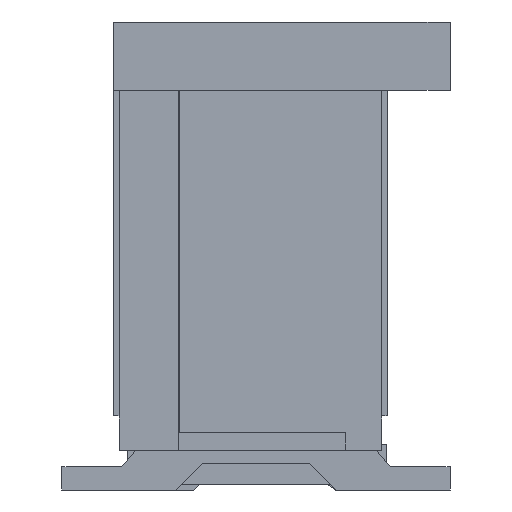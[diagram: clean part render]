
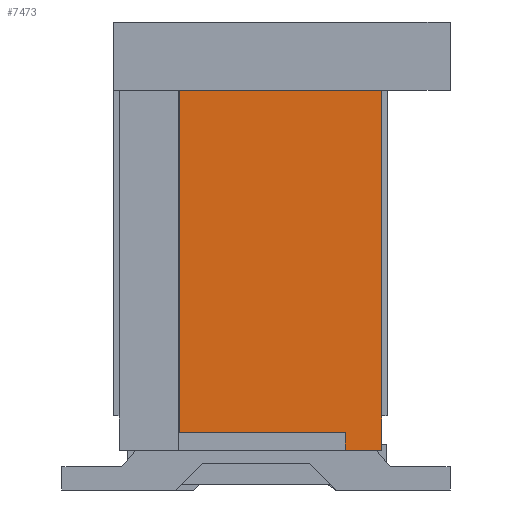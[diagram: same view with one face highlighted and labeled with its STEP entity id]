
A CAD part, left-side view. The second image highlights one B-rep face of the part: STEP entity #7473.
In plain terms, the highlighted planar face has unit normal (-1, 0, 0).
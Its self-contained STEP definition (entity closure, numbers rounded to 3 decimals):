
#413=DIRECTION('',(0.,0.,-1.));
#414=VECTOR('',#413,0.15);
#415=CARTESIAN_POINT('',(-6.95,-0.83,-1.575));
#416=LINE('',#415,#414);
#417=DIRECTION('',(0.,1.,0.));
#418=VECTOR('',#417,1.45);
#419=CARTESIAN_POINT('',(-6.95,-0.83,-1.575));
#420=LINE('',#419,#418);
#421=DIRECTION('',(0.,0.,1.));
#422=VECTOR('',#421,3.);
#423=CARTESIAN_POINT('',(-6.95,0.62,-1.575));
#424=LINE('',#423,#422);
#425=DIRECTION('',(0.,-1.,0.));
#426=VECTOR('',#425,1.77);
#427=CARTESIAN_POINT('',(-6.95,0.62,1.425));
#428=LINE('',#427,#426);
#429=DIRECTION('',(0.,-1.,0.));
#430=VECTOR('',#429,0.32);
#431=CARTESIAN_POINT('',(-6.95,-0.83,-1.725));
#432=LINE('',#431,#430);
#445=DIRECTION('',(0.,0.,-1.));
#446=VECTOR('',#445,3.15);
#447=CARTESIAN_POINT('',(-6.95,-1.15,1.425));
#448=LINE('',#447,#446);
#5937=CARTESIAN_POINT('',(-6.95,0.62,-1.575));
#5938=CARTESIAN_POINT('',(-6.95,0.62,1.425));
#5939=VERTEX_POINT('',#5937);
#5940=VERTEX_POINT('',#5938);
#5981=CARTESIAN_POINT('',(-6.95,-0.83,-1.725));
#5983=VERTEX_POINT('',#5981);
#5989=CARTESIAN_POINT('',(-6.95,-1.15,-1.725));
#5990=VERTEX_POINT('',#5989);
#6125=CARTESIAN_POINT('',(-6.95,-0.83,-1.575));
#6127=VERTEX_POINT('',#6125);
#6147=CARTESIAN_POINT('',(-6.95,-1.15,1.425));
#6149=VERTEX_POINT('',#6147);
#7458=CARTESIAN_POINT('',(-6.95,-0.99,-0.15));
#7459=DIRECTION('',(1.,0.,0.));
#7460=DIRECTION('',(0.,0.,-1.));
#7461=AXIS2_PLACEMENT_3D('',#7458,#7459,#7460);
#7462=PLANE('',#7461);
#7463=ORIENTED_EDGE('',*,*,#7426,.F.);
#7464=ORIENTED_EDGE('',*,*,#7401,.T.);
#7465=ORIENTED_EDGE('',*,*,#7367,.T.);
#7466=ORIENTED_EDGE('',*,*,#6811,.T.);
#7468=ORIENTED_EDGE('',*,*,#7467,.T.);
#7470=ORIENTED_EDGE('',*,*,#7469,.F.);
#7471=EDGE_LOOP('',(#7463,#7464,#7465,#7466,#7468,#7470));
#7472=FACE_OUTER_BOUND('',#7471,.F.);
#7473=ADVANCED_FACE('',(#7472),#7462,.F.);
#6811=EDGE_CURVE('',#5940,#6149,#428,.T.);
#7367=EDGE_CURVE('',#5939,#5940,#424,.T.);
#7401=EDGE_CURVE('',#6127,#5939,#420,.T.);
#7426=EDGE_CURVE('',#6127,#5983,#416,.T.);
#7467=EDGE_CURVE('',#6149,#5990,#448,.T.);
#7469=EDGE_CURVE('',#5983,#5990,#432,.T.);
